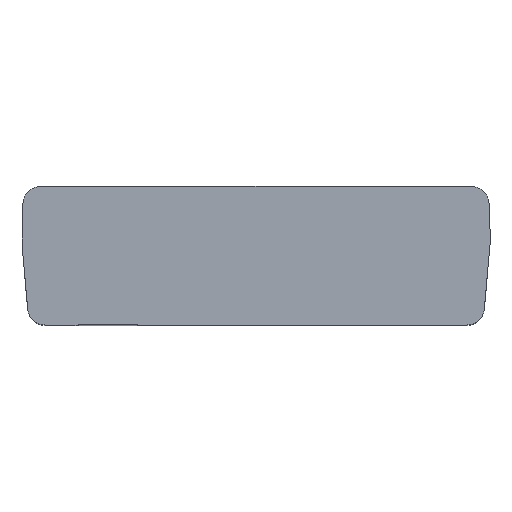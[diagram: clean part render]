
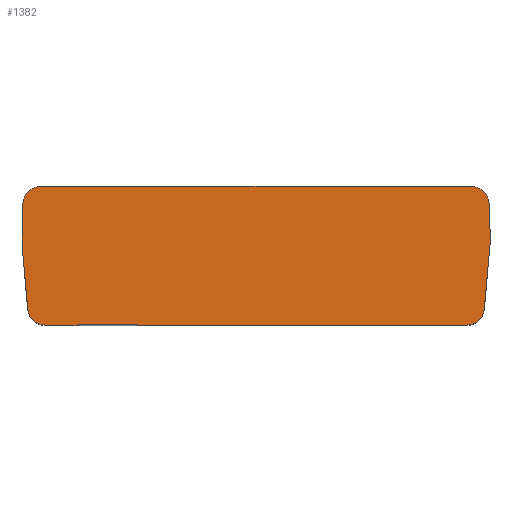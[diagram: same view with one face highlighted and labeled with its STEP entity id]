
A CAD part, top view. The second image highlights one B-rep face of the part: STEP entity #1382.
In plain terms, the highlighted planar face has unit normal (0, 0, 1).
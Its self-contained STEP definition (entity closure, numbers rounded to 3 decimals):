
#90 = ORIENTED_EDGE ( 'NONE', *, *, #1966, .T. ) ;
#179 = VECTOR ( 'NONE', #8649, 1000. ) ;
#192 = CIRCLE ( 'NONE', #2790, 0.2 ) ;
#232 = AXIS2_PLACEMENT_3D ( 'NONE', #12730, #8524, #6370 ) ;
#249 = CARTESIAN_POINT ( 'NONE',  ( -2.615, 0., 0. ) ) ;
#584 = CARTESIAN_POINT ( 'NONE',  ( -1.989, -0.774, 0. ) ) ;
#623 = LINE ( 'NONE', #11928, #3319 ) ;
#738 = VERTEX_POINT ( 'NONE', #9787 ) ;
#960 = VERTEX_POINT ( 'NONE', #8685 ) ;
#1014 = EDGE_CURVE ( 'NONE', #10017, #7917, #623, .T. ) ;
#1051 = CARTESIAN_POINT ( 'NONE',  ( 0., 0., 0. ) ) ;
#1063 = ORIENTED_EDGE ( 'NONE', *, *, #1292, .T. ) ;
#1100 = EDGE_CURVE ( 'NONE', #10226, #12028, #1703, .T. ) ;
#1292 = EDGE_CURVE ( 'NONE', #2925, #10226, #5394, .T. ) ;
#1326 = ORIENTED_EDGE ( 'NONE', *, *, #2197, .T. ) ;
#1382 = ADVANCED_FACE ( 'NONE', ( #7951 ), #12092, .T. ) ;
#1538 = ORIENTED_EDGE ( 'NONE', *, *, #7234, .T. ) ;
#1649 = LINE ( 'NONE', #4876, #2046 ) ;
#1655 = VERTEX_POINT ( 'NONE', #5478 ) ;
#1695 = CARTESIAN_POINT ( 'NONE',  ( -2.615, 0.29, 0. ) ) ;
#1703 = LINE ( 'NONE', #9067, #4178 ) ;
#1723 = CARTESIAN_POINT ( 'NONE',  ( 2.584, -0.226, 0. ) ) ;
#1819 = AXIS2_PLACEMENT_3D ( 'NONE', #10092, #3117, #2908 ) ;
#1920 = DIRECTION ( 'NONE',  ( 1., 0., 0. ) ) ;
#1966 = EDGE_CURVE ( 'NONE', #11850, #1655, #13123, .T. ) ;
#2046 = VECTOR ( 'NONE', #7864, 1000. ) ;
#2197 = EDGE_CURVE ( 'NONE', #3103, #3485, #7212, .T. ) ;
#2440 = VECTOR ( 'NONE', #11771, 1000. ) ;
#2659 = DIRECTION ( 'NONE',  ( 0., -1., 0. ) ) ;
#2790 = AXIS2_PLACEMENT_3D ( 'NONE', #6251, #10253, #10184 ) ;
#2908 = DIRECTION ( 'NONE',  ( 1., 0., 0. ) ) ;
#2925 = VERTEX_POINT ( 'NONE', #1695 ) ;
#3058 = VECTOR ( 'NONE', #4758, 1000. ) ;
#3064 = CARTESIAN_POINT ( 'NONE',  ( -1.327, -0.775, 0. ) ) ;
#3103 = VERTEX_POINT ( 'NONE', #12183 ) ;
#3117 = DIRECTION ( 'NONE',  ( 0., 0., 1. ) ) ;
#3217 = ORIENTED_EDGE ( 'NONE', *, *, #12860, .F. ) ;
#3315 = VERTEX_POINT ( 'NONE', #9797 ) ;
#3319 = VECTOR ( 'NONE', #2659, 1000. ) ;
#3385 = VERTEX_POINT ( 'NONE', #3064 ) ;
#3464 = CARTESIAN_POINT ( 'NONE',  ( 2.405, 0.775, 0. ) ) ;
#3482 = LINE ( 'NONE', #584, #179 ) ;
#3485 = VERTEX_POINT ( 'NONE', #3464 ) ;
#3489 = ORIENTED_EDGE ( 'NONE', *, *, #6105, .T. ) ;
#3580 = LINE ( 'NONE', #6782, #8669 ) ;
#3728 = AXIS2_PLACEMENT_3D ( 'NONE', #1051, #11220, #12283 ) ;
#3764 = CARTESIAN_POINT ( 'NONE',  ( -1.327, -0.774, 0. ) ) ;
#3964 = ORIENTED_EDGE ( 'NONE', *, *, #3984, .T. ) ;
#3984 = EDGE_CURVE ( 'NONE', #12028, #11850, #8196, .T. ) ;
#4178 = VECTOR ( 'NONE', #7046, 1000. ) ;
#4618 = CARTESIAN_POINT ( 'NONE',  ( 2.552, -0.592, 0. ) ) ;
#4622 = LINE ( 'NONE', #8759, #9824 ) ;
#4758 = DIRECTION ( 'NONE',  ( -0.087, -0.996, 0. ) ) ;
#4876 = CARTESIAN_POINT ( 'NONE',  ( 0., -0.775, 0. ) ) ;
#5092 = DIRECTION ( 'NONE',  ( 0., 0., 1. ) ) ;
#5323 = VECTOR ( 'NONE', #1920, 1000. ) ;
#5394 = LINE ( 'NONE', #249, #2440 ) ;
#5478 = CARTESIAN_POINT ( 'NONE',  ( -1.989, -0.775, 0. ) ) ;
#5516 = DIRECTION ( 'NONE',  ( 1., 0., 0. ) ) ;
#5534 = ORIENTED_EDGE ( 'NONE', *, *, #1014, .F. ) ;
#5982 = DIRECTION ( 'NONE',  ( 1., 0., 0. ) ) ;
#6062 = CIRCLE ( 'NONE', #232, 0.2 ) ;
#6105 = EDGE_CURVE ( 'NONE', #738, #960, #192, .T. ) ;
#6119 = LINE ( 'NONE', #10127, #7614 ) ;
#6251 = CARTESIAN_POINT ( 'NONE',  ( -2.405, 0.575, 0. ) ) ;
#6370 = DIRECTION ( 'NONE',  ( 1., 0., 0. ) ) ;
#6579 = VERTEX_POINT ( 'NONE', #3764 ) ;
#6782 = CARTESIAN_POINT ( 'NONE',  ( 2.622, 0.092, 0. ) ) ;
#6934 = CARTESIAN_POINT ( 'NONE',  ( -2.353, -0.575, 0. ) ) ;
#7046 = DIRECTION ( 'NONE',  ( 0.087, -0.996, 0. ) ) ;
#7067 = EDGE_CURVE ( 'NONE', #10017, #3103, #3580, .T. ) ;
#7212 = CIRCLE ( 'NONE', #1819, 0.2 ) ;
#7234 = EDGE_CURVE ( 'NONE', #3315, #11753, #6062, .T. ) ;
#7432 = EDGE_CURVE ( 'NONE', #12837, #1655, #3482, .T. ) ;
#7614 = VECTOR ( 'NONE', #9089, 1000. ) ;
#7864 = DIRECTION ( 'NONE',  ( 1., 0., 0. ) ) ;
#7917 = VERTEX_POINT ( 'NONE', #13079 ) ;
#7951 = FACE_OUTER_BOUND ( 'NONE', #8716, .T. ) ;
#8025 = VECTOR ( 'NONE', #10148, 1000. ) ;
#8092 = CARTESIAN_POINT ( 'NONE',  ( -2.552, -0.592, 0. ) ) ;
#8115 = EDGE_CURVE ( 'NONE', #6579, #12837, #13278, .T. ) ;
#8125 = ORIENTED_EDGE ( 'NONE', *, *, #8221, .T. ) ;
#8196 = CIRCLE ( 'NONE', #12518, 0.2 ) ;
#8221 = EDGE_CURVE ( 'NONE', #6579, #3385, #6119, .T. ) ;
#8371 = ORIENTED_EDGE ( 'NONE', *, *, #7067, .T. ) ;
#8524 = DIRECTION ( 'NONE',  ( 0., 0., 1. ) ) ;
#8612 = LINE ( 'NONE', #8678, #9616 ) ;
#8649 = DIRECTION ( 'NONE',  ( 0., -1., 0. ) ) ;
#8669 = VECTOR ( 'NONE', #11992, 1000. ) ;
#8678 = CARTESIAN_POINT ( 'NONE',  ( -2.622, 0.092, 0. ) ) ;
#8685 = CARTESIAN_POINT ( 'NONE',  ( -2.605, 0.582, 0. ) ) ;
#8716 = EDGE_LOOP ( 'NONE', ( #9840, #13077, #8125, #12042, #1538, #10802, #5534, #8371, #1326, #11590, #3489, #3217, #1063, #9061, #3964, #90 ) ) ;
#8759 = CARTESIAN_POINT ( 'NONE',  ( 0., 0.775, 0. ) ) ;
#9061 = ORIENTED_EDGE ( 'NONE', *, *, #1100, .T. ) ;
#9067 = CARTESIAN_POINT ( 'NONE',  ( -2.584, -0.226, 0. ) ) ;
#9089 = DIRECTION ( 'NONE',  ( 0., -1., 0. ) ) ;
#9269 = CARTESIAN_POINT ( 'NONE',  ( -2.615, 0.129, 0. ) ) ;
#9616 = VECTOR ( 'NONE', #12744, 1000. ) ;
#9787 = CARTESIAN_POINT ( 'NONE',  ( -2.405, 0.775, 0. ) ) ;
#9797 = CARTESIAN_POINT ( 'NONE',  ( 2.353, -0.775, 0. ) ) ;
#9824 = VECTOR ( 'NONE', #5516, 1000. ) ;
#9840 = ORIENTED_EDGE ( 'NONE', *, *, #7432, .F. ) ;
#9974 = EDGE_CURVE ( 'NONE', #7917, #11753, #11148, .T. ) ;
#10017 = VERTEX_POINT ( 'NONE', #11951 ) ;
#10079 = CARTESIAN_POINT ( 'NONE',  ( -1.989, -0.774, 0. ) ) ;
#10092 = CARTESIAN_POINT ( 'NONE',  ( 2.405, 0.575, 0. ) ) ;
#10127 = CARTESIAN_POINT ( 'NONE',  ( -1.327, -0.774, 0. ) ) ;
#10148 = DIRECTION ( 'NONE',  ( -1., 0., 0. ) ) ;
#10184 = DIRECTION ( 'NONE',  ( 1., 0., 0. ) ) ;
#10226 = VERTEX_POINT ( 'NONE', #9269 ) ;
#10253 = DIRECTION ( 'NONE',  ( 0., 0., 1. ) ) ;
#10802 = ORIENTED_EDGE ( 'NONE', *, *, #9974, .F. ) ;
#11148 = LINE ( 'NONE', #1723, #3058 ) ;
#11220 = DIRECTION ( 'NONE',  ( 0., 0., 1. ) ) ;
#11590 = ORIENTED_EDGE ( 'NONE', *, *, #12549, .F. ) ;
#11666 = CARTESIAN_POINT ( 'NONE',  ( -1.989, -0.774, 0. ) ) ;
#11753 = VERTEX_POINT ( 'NONE', #4618 ) ;
#11771 = DIRECTION ( 'NONE',  ( 0., -1., 0. ) ) ;
#11850 = VERTEX_POINT ( 'NONE', #13101 ) ;
#11928 = CARTESIAN_POINT ( 'NONE',  ( 2.615, 0., 0. ) ) ;
#11951 = CARTESIAN_POINT ( 'NONE',  ( 2.615, 0.29, 0. ) ) ;
#11992 = DIRECTION ( 'NONE',  ( -0.035, 0.999, 0. ) ) ;
#12019 = CARTESIAN_POINT ( 'NONE',  ( 0., -0.775, 0. ) ) ;
#12028 = VERTEX_POINT ( 'NONE', #8092 ) ;
#12042 = ORIENTED_EDGE ( 'NONE', *, *, #12651, .T. ) ;
#12092 = PLANE ( 'NONE',  #3728 ) ;
#12183 = CARTESIAN_POINT ( 'NONE',  ( 2.605, 0.582, 0. ) ) ;
#12283 = DIRECTION ( 'NONE',  ( 1., 0., 0. ) ) ;
#12518 = AXIS2_PLACEMENT_3D ( 'NONE', #6934, #5092, #5982 ) ;
#12549 = EDGE_CURVE ( 'NONE', #738, #3485, #4622, .T. ) ;
#12651 = EDGE_CURVE ( 'NONE', #3385, #3315, #1649, .T. ) ;
#12730 = CARTESIAN_POINT ( 'NONE',  ( 2.353, -0.575, 0. ) ) ;
#12744 = DIRECTION ( 'NONE',  ( 0.035, 0.999, 0. ) ) ;
#12837 = VERTEX_POINT ( 'NONE', #11666 ) ;
#12860 = EDGE_CURVE ( 'NONE', #2925, #960, #8612, .T. ) ;
#13077 = ORIENTED_EDGE ( 'NONE', *, *, #8115, .F. ) ;
#13079 = CARTESIAN_POINT ( 'NONE',  ( 2.615, 0.129, 0. ) ) ;
#13101 = CARTESIAN_POINT ( 'NONE',  ( -2.353, -0.775, 0. ) ) ;
#13123 = LINE ( 'NONE', #12019, #5323 ) ;
#13278 = LINE ( 'NONE', #10079, #8025 ) ;
